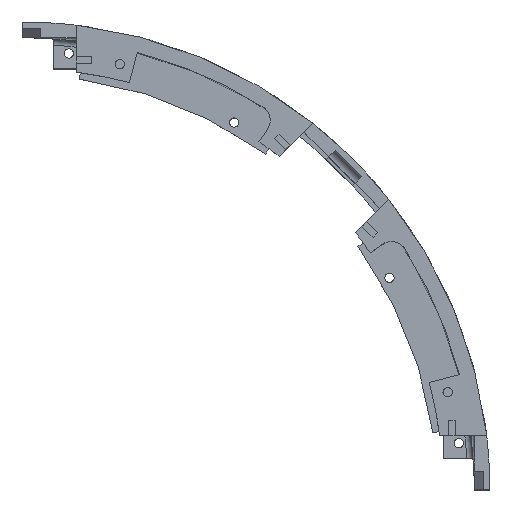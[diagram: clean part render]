
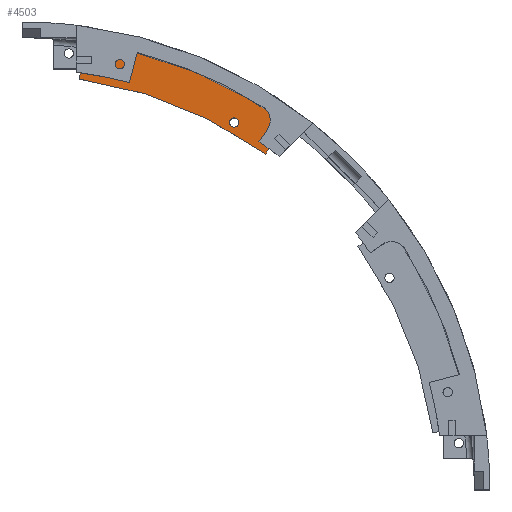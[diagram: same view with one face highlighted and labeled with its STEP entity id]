
A CAD part, top view. The second image highlights one B-rep face of the part: STEP entity #4503.
In plain terms, the highlighted planar face has unit normal (0, 0, 1).
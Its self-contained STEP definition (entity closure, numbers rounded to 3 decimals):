
#18 = CARTESIAN_POINT ( 'NONE',  ( 66.5, 117.779, 22. ) ) ;
#23 = CIRCLE ( 'NONE', #267, 133. ) ;
#159 = CARTESIAN_POINT ( 'NONE',  ( 0., 0., 22. ) ) ;
#182 = CIRCLE ( 'NONE', #3225, 5. ) ;
#245 = DIRECTION ( 'NONE',  ( 0., 0., 1. ) ) ;
#267 = AXIS2_PLACEMENT_3D ( 'NONE', #2312, #656, #3065 ) ;
#375 = DIRECTION ( 'NONE',  ( -1., 0., 0. ) ) ;
#378 = LINE ( 'NONE', #1171, #2579 ) ;
#383 = CARTESIAN_POINT ( 'NONE',  ( 18.345, 131.729, 22. ) ) ;
#404 = VERTEX_POINT ( 'NONE', #3853 ) ;
#656 = DIRECTION ( 'NONE',  ( 0., 0., 1. ) ) ;
#723 = CARTESIAN_POINT ( 'NONE',  ( 14.858, 144.237, 22. ) ) ;
#787 = CARTESIAN_POINT ( 'NONE',  ( 82.095, 113.293, 22. ) ) ;
#856 = CARTESIAN_POINT ( 'NONE',  ( 20., 143.614, 22. ) ) ;
#863 = EDGE_CURVE ( 'NONE', #404, #2511, #2150, .T. ) ;
#905 = AXIS2_PLACEMENT_3D ( 'NONE', #1461, #4155, #2996 ) ;
#1040 = DIRECTION ( 'NONE',  ( 1., 0., 0. ) ) ;
#1062 = EDGE_CURVE ( 'NONE', #3572, #4963, #4430, .T. ) ;
#1171 = CARTESIAN_POINT ( 'NONE',  ( 85.082, 117.414, 22. ) ) ;
#1184 = ORIENTED_EDGE ( 'NONE', *, *, #1062, .F. ) ;
#1199 = CARTESIAN_POINT ( 'NONE',  ( 89.221, 114.301, 22. ) ) ;
#1461 = CARTESIAN_POINT ( 'NONE',  ( 68., 117.779, 22. ) ) ;
#1738 = ORIENTED_EDGE ( 'NONE', *, *, #3942, .F. ) ;
#2150 = CIRCLE ( 'NONE', #905, 1.5 ) ;
#2151 = ORIENTED_EDGE ( 'NONE', *, *, #2671, .T. ) ;
#2180 = ORIENTED_EDGE ( 'NONE', *, *, #2387, .T. ) ;
#2232 = AXIS2_PLACEMENT_3D ( 'NONE', #159, #3254, #4065 ) ;
#2246 = CIRCLE ( 'NONE', #2250, 5. ) ;
#2250 = AXIS2_PLACEMENT_3D ( 'NONE', #3887, #3840, #375 ) ;
#2312 = CARTESIAN_POINT ( 'NONE',  ( 0., 0., 22. ) ) ;
#2377 = EDGE_LOOP ( 'NONE', ( #1184, #2180, #3281, #2694, #1738, #2151 ) ) ;
#2387 = EDGE_CURVE ( 'NONE', #3572, #3088, #2246, .T. ) ;
#2418 = PLANE ( 'NONE',  #3117 ) ;
#2439 = FACE_BOUND ( 'NONE', #3685, .T. ) ;
#2441 = EDGE_CURVE ( 'NONE', #3935, #3622, #23, .T. ) ;
#2511 = VERTEX_POINT ( 'NONE', #18 ) ;
#2545 = EDGE_CURVE ( 'NONE', #3622, #3088, #4380, .T. ) ;
#2579 = VECTOR ( 'NONE', #3864, 1000. ) ;
#2671 = EDGE_CURVE ( 'NONE', #4692, #4963, #182, .T. ) ;
#2694 = ORIENTED_EDGE ( 'NONE', *, *, #2441, .F. ) ;
#2720 = AXIS2_PLACEMENT_3D ( 'NONE', #3389, #245, #1040 ) ;
#2887 = CARTESIAN_POINT ( 'NONE',  ( 0., 0., 22. ) ) ;
#2996 = DIRECTION ( 'NONE',  ( 1., 0., 0. ) ) ;
#3065 = DIRECTION ( 'NONE',  ( -1., 0., 0. ) ) ;
#3088 = VERTEX_POINT ( 'NONE', #3375 ) ;
#3117 = AXIS2_PLACEMENT_3D ( 'NONE', #2887, #4763, #3966 ) ;
#3126 = ORIENTED_EDGE ( 'NONE', *, *, #863, .F. ) ;
#3225 = AXIS2_PLACEMENT_3D ( 'NONE', #4634, #4248, #4224 ) ;
#3254 = DIRECTION ( 'NONE',  ( 0., 0., -1. ) ) ;
#3281 = ORIENTED_EDGE ( 'NONE', *, *, #2545, .F. ) ;
#3375 = CARTESIAN_POINT ( 'NONE',  ( 19.298, 138.573, 22. ) ) ;
#3389 = CARTESIAN_POINT ( 'NONE',  ( 68., 117.779, 22. ) ) ;
#3572 = VERTEX_POINT ( 'NONE', #723 ) ;
#3622 = VERTEX_POINT ( 'NONE', #383 ) ;
#3685 = EDGE_LOOP ( 'NONE', ( #3126, #4580 ) ) ;
#3840 = DIRECTION ( 'NONE',  ( 0., 0., -1. ) ) ;
#3853 = CARTESIAN_POINT ( 'NONE',  ( 69.5, 117.779, 22. ) ) ;
#3864 = DIRECTION ( 'NONE',  ( -0.587, -0.81, 0. ) ) ;
#3887 = CARTESIAN_POINT ( 'NONE',  ( 14.346, 139.263, 22. ) ) ;
#3923 = CIRCLE ( 'NONE', #2720, 1.5 ) ;
#3935 = VERTEX_POINT ( 'NONE', #3940 ) ;
#3940 = CARTESIAN_POINT ( 'NONE',  ( 78.04, 107.697, 22. ) ) ;
#3942 = EDGE_CURVE ( 'NONE', #4692, #3935, #378, .T. ) ;
#3966 = DIRECTION ( 'NONE',  ( -1., 0., 0. ) ) ;
#4065 = DIRECTION ( 'NONE',  ( -1., 0., 0. ) ) ;
#4155 = DIRECTION ( 'NONE',  ( 0., 0., 1. ) ) ;
#4224 = DIRECTION ( 'NONE',  ( -1., 0., 0. ) ) ;
#4248 = DIRECTION ( 'NONE',  ( 0., 0., -1. ) ) ;
#4359 = FACE_OUTER_BOUND ( 'NONE', #2377, .T. ) ;
#4380 = LINE ( 'NONE', #856, #4859 ) ;
#4430 = CIRCLE ( 'NONE', #2232, 145. ) ;
#4503 = ADVANCED_FACE ( 'NONE', ( #2439, #4359 ), #2418, .F. ) ;
#4549 = EDGE_CURVE ( 'NONE', #2511, #404, #3923, .T. ) ;
#4580 = ORIENTED_EDGE ( 'NONE', *, *, #4549, .F. ) ;
#4634 = CARTESIAN_POINT ( 'NONE',  ( 86.144, 110.359, 22. ) ) ;
#4692 = VERTEX_POINT ( 'NONE', #787 ) ;
#4763 = DIRECTION ( 'NONE',  ( 0., 0., -1. ) ) ;
#4859 = VECTOR ( 'NONE', #5074, 1000. ) ;
#4963 = VERTEX_POINT ( 'NONE', #1199 ) ;
#5074 = DIRECTION ( 'NONE',  ( 0.138, 0.99, 0. ) ) ;
